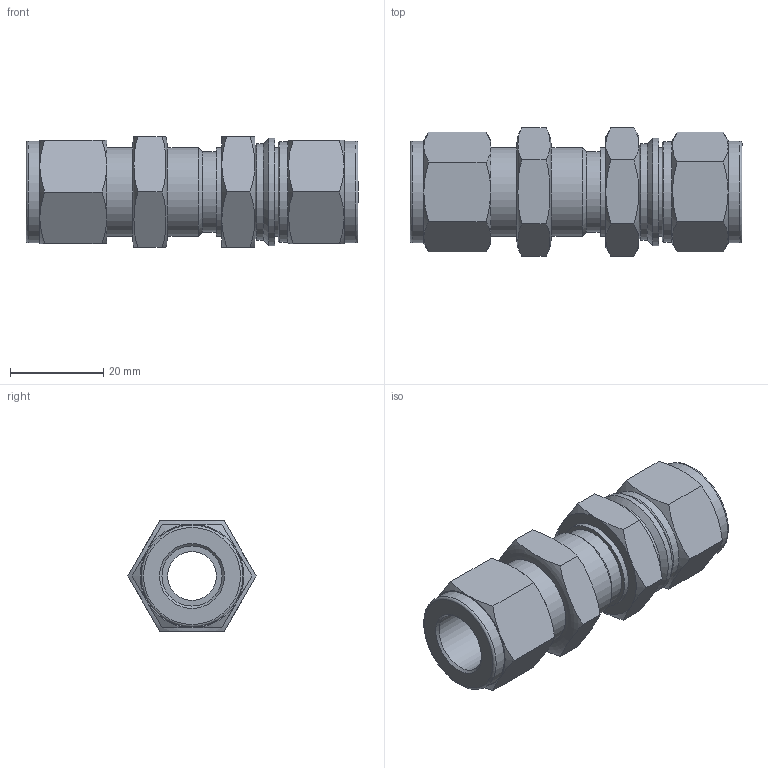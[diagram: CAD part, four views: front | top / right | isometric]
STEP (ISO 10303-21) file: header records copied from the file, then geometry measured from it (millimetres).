
FILE_DESCRIPTION(/* description */ (''),/* implementation_level */ '2;1');
FILE_NAME(/* name */ 'SBHUI-8.stp',/* time_stamp */ '2022-07-11T16:18:31+09:00',/* author */ ('user'),/* organization */ (''),/* preprocessor_version */ 'ST-DEVELOPER v18.1',/* originating_system */ 'Autodesk Inventor 2022',/* authorisation */ '');
FILE_SCHEMA (('AUTOMOTIVE_DESIGN { 1 0 10303 214 3 1 1 }'));
Length unit declared in the file: millimetre
Products named in the file (1): SBHUI-8
Bounding box: 71.2 x 27.48 x 23.8 mm (x, y, z)
Volume: 19344.4 mm3; surface area: 10063.2 mm2
Topology: 1 solids, 1 shells, 98 faces, 226 edges, 143 vertices
Faces by surface type: plane 39, cone 39, cylinder 15, torus 5
Full cylindrical faces by diameter (mm): 10.414 x1, 12.9 x2, 17.2 x2, 17.7 x1, 19 x1, 19.05 x3, 20.6 x1, 21.5 x1, 21.8 x2, 23 x1
Entity records: 2784 total; most frequent: CARTESIAN_POINT 667, ORIENTED_EDGE 452, DIRECTION 424, EDGE_CURVE 226, AXIS2_PLACEMENT_3D 179, VERTEX_POINT 143, EDGE_LOOP 113, FACE_OUTER_BOUND 98
